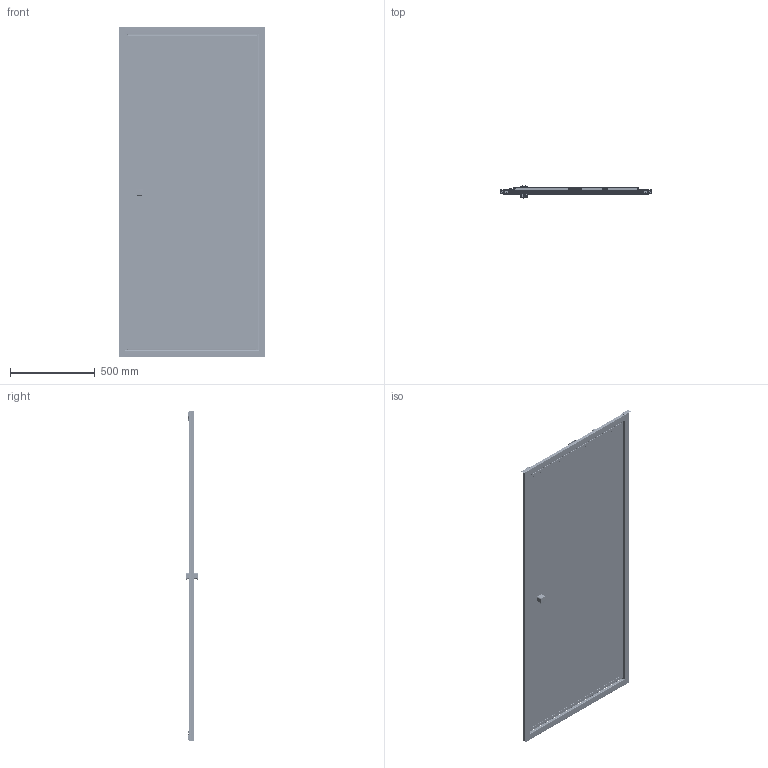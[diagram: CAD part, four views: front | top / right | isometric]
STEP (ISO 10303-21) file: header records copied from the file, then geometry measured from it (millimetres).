
FILE_DESCRIPTION((''),'2;1');
FILE_NAME('ASZ90X_ASM_ASM','2019-09-25T',('admin'),(''),'PRO/ENGINEER BY PARAMETRIC TECHNOLOGY CORPORATION, 2010280','PRO/ENGINEER BY PARAMETRIC TECHNOLOGY CORPORATION, 2010280','');
FILE_SCHEMA(('CONFIG_CONTROL_DESIGN','SHAPE_APPEARANCE_LAYERS_GROUPS'));
Products named in the file (65): AG258-1_2; AG101_1; AG101A_1; MANIFOLD_SOLID_BREP_6153; MANIFOLD_SOLID_BREP_6345; AD284_2_ASM; AG259_2; ST4X30PANTOU_8; GLASS_1; AD268_1; AG102-R_1; AG102_1; AG230_ASM_1_ASM; AG319_1; AG320_1; FF141_2; AD270_2; AC369_1; AD287_2; H_MIR_1; G_MIR_1; F_MIR_1; AG316_MIR_1; LC203_MIR_1; M4-14_MIR_1; AG218_1; M4-10_1; F-H-L_ASM_1_ASM; H_1; G_1; AE230_1; AG316_1; LC203_1; M4-14_5; M4X10-CT_1; F-H_ASM_1_ASM; A_1; MANIFOLD_SOLID_BREP_88013; MANIFOLD_SOLID_BREP_88301; CS320_6_ASM ...
Assembly tree (101 placements, depth 6):
  ASZ90X_ASM_ASM
    ASZ90X_ASM_1_ASM
      AG258-1_2
      AG101_1
      AG101A_1
      AD284_2_ASM
        MANIFOLD_SOLID_BREP_6153
        MANIFOLD_SOLID_BREP_6345
      AG259_2
      ST4X30PANTOU_8  x8
      A-2_ASM_1_ASM
        GLASS_1
        AD268_1  x2
        AG102-R_1
        AG102_1
        AG230_ASM_1_ASM  x2
        AG319_1  x2
        AG320_1  x2
        FF141_2
        AD270_2
        AC369_1  x2
        AD287_2
        F-H-L_ASM_1_ASM
          H_MIR_1
          G_MIR_1
          F_MIR_1
          AG316_MIR_1  x2
          LC203_MIR_1
          M4-14_MIR_1
          AG218_1
          M4-10_1  x4
        F-H_ASM_1_ASM
          H_1
          G_1
          AE230_1
          AG316_1  x2
          LC203_1
          M4-14_5
          AG218_1
          M4X10-CT_1  x4
          AG230_ASM_1_ASM
        A-D_ASM_1_ASM  x2
          A_1
          CS320_6_ASM
            MANIFOLD_SOLID_BREP_88013
            MANIFOLD_SOLID_BREP_88301
          D_1
          M4-15_1
        ME665_ASM_7_ASM
          ME666_7
          ME667_7
          ME668_7  x2
          ME437_7
      LF003_1  x2
      M4-10_1  x2
      AD256-N_9_ASM  x2
        MANIFOLD_SOLID_BREP_127841
        MANIFOLD_SOLID_BREP_128679
        MANIFOLD_SOLID_BREP_129517
      AE320_1  x2
Bounding box: 889.6 x 70.94 x 1951.5 mm (x, y, z)
Volume: 10920604.7 mm3; surface area: 6689453.9 mm2
Topology: 103 solids, 103 shells, 8950 faces, 24982 edges, 16421 vertices
Faces by surface type: plane 5479, cylinder 2309, bspline 438, torus 376, cone 182, extrusion 108, sphere 52, revolution 6
Entity records: 165704 total; most frequent: CARTESIAN_POINT 57645, ORIENTED_EDGE 21980, DIRECTION 20576, EDGE_CURVE 10990, VERTEX_POINT 7219, VECTOR 7202, LINE 7163, AXIS2_PLACEMENT_3D 6684
